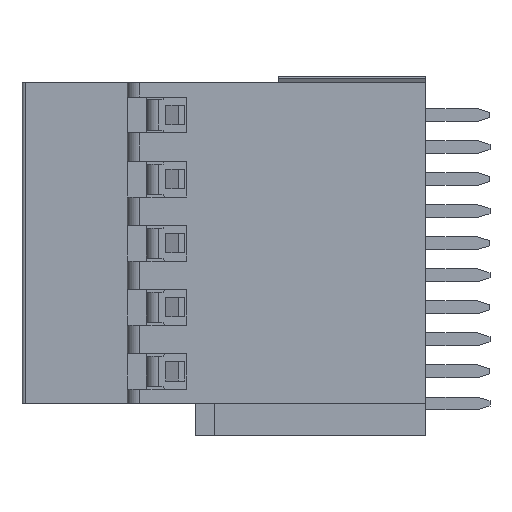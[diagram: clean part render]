
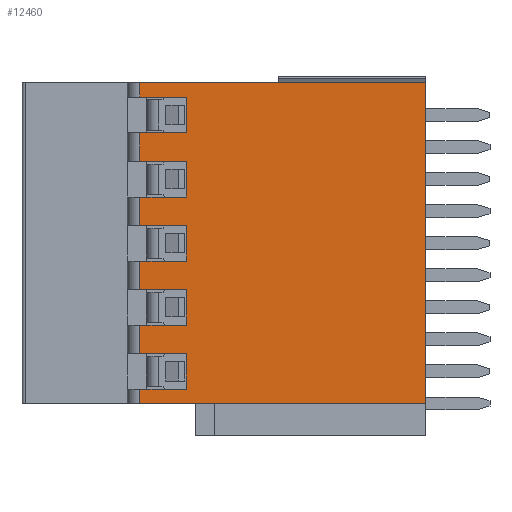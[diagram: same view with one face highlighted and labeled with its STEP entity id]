
A CAD part, left-side view. The second image highlights one B-rep face of the part: STEP entity #12460.
In plain terms, the highlighted planar face has unit normal (-1, 0, 0).
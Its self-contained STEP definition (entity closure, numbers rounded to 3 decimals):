
#1608=CARTESIAN_POINT('',(-22.3,18.7,-3.6));
#1609=VERTEX_POINT('',#1608);
#1610=CARTESIAN_POINT('',(-22.3,18.7,-6.4));
#1611=VERTEX_POINT('',#1610);
#1612=CARTESIAN_POINT('',(-22.3,18.7,-3.6));
#1613=DIRECTION('',(0.,0.,-1.));
#1614=VECTOR('',#1613,2.8);
#1615=LINE('',#1612,#1614);
#1616=EDGE_CURVE('',#1609,#1611,#1615,.T.);
#6677=CARTESIAN_POINT('',(-22.3,22.3,-3.6));
#6678=VERTEX_POINT('',#6677);
#6679=CARTESIAN_POINT('',(-22.3,22.3,-3.6));
#6680=DIRECTION('',(0.,-1.,0.));
#6681=VECTOR('',#6680,3.6);
#6682=LINE('',#6679,#6681);
#6683=EDGE_CURVE('',#6678,#1609,#6682,.T.);
#6717=CARTESIAN_POINT('',(-22.3,22.3,-1.4));
#6718=VERTEX_POINT('',#6717);
#6719=CARTESIAN_POINT('',(-22.3,22.3,-1.4));
#6720=DIRECTION('',(0.,0.,-1.));
#6721=VECTOR('',#6720,2.2);
#6722=LINE('',#6719,#6721);
#6723=EDGE_CURVE('',#6718,#6678,#6722,.T.);
#8910=CARTESIAN_POINT('',(-22.3,18.7,-1.4));
#8911=VERTEX_POINT('',#8910);
#8912=CARTESIAN_POINT('',(-22.3,22.3,-1.4));
#8913=DIRECTION('',(0.,-1.,0.));
#8914=VECTOR('',#8913,3.6);
#8915=LINE('',#8912,#8914);
#8916=EDGE_CURVE('',#6718,#8911,#8915,.T.);
#9664=CARTESIAN_POINT('',(-22.3,0.,-12.5));
#9665=VERTEX_POINT('',#9664);
#9672=CARTESIAN_POINT('',(-22.3,22.3,-12.5));
#9673=VERTEX_POINT('',#9672);
#9674=CARTESIAN_POINT('',(-22.3,22.3,-12.5));
#9675=DIRECTION('',(0.,-1.,0.));
#9676=VECTOR('',#9675,22.3);
#9677=LINE('',#9674,#9676);
#9678=EDGE_CURVE('',#9673,#9665,#9677,.T.);
#9854=CARTESIAN_POINT('',(-22.3,22.3,12.5));
#9855=VERTEX_POINT('',#9854);
#9863=CARTESIAN_POINT('',(-22.3,0.,12.5));
#9864=VERTEX_POINT('',#9863);
#9865=CARTESIAN_POINT('',(-22.3,22.3,12.5));
#9866=DIRECTION('',(0.,-1.,0.));
#9867=VECTOR('',#9866,22.3);
#9868=LINE('',#9865,#9867);
#9869=EDGE_CURVE('',#9855,#9864,#9868,.T.);
#11545=CARTESIAN_POINT('',(-22.3,0.,-12.5));
#11546=DIRECTION('',(0.,0.,1.));
#11547=VECTOR('',#11546,25.);
#11548=LINE('',#11545,#11547);
#11549=EDGE_CURVE('',#9665,#9864,#11548,.T.);
#11969=CARTESIAN_POINT('',(-22.3,22.3,-11.4));
#11970=VERTEX_POINT('',#11969);
#11971=CARTESIAN_POINT('',(-22.3,22.3,-11.4));
#11972=DIRECTION('',(0.,0.,-1.));
#11973=VECTOR('',#11972,1.1);
#11974=LINE('',#11971,#11973);
#11975=EDGE_CURVE('',#11970,#9673,#11974,.T.);
#12308=CARTESIAN_POINT('',(-22.3,22.3,11.4));
#12309=VERTEX_POINT('',#12308);
#12310=CARTESIAN_POINT('',(-22.3,22.3,12.5));
#12311=DIRECTION('',(0.,0.,-1.));
#12312=VECTOR('',#12311,1.1);
#12313=LINE('',#12310,#12312);
#12314=EDGE_CURVE('',#9855,#12309,#12313,.T.);
#12328=CARTESIAN_POINT('',(-22.3,11.15,0.));
#12329=DIRECTION('',(0.,-1.,0.));
#12330=DIRECTION('',(-1.,0.,0.));
#12331=AXIS2_PLACEMENT_3D('',#12328,#12330,#12329);
#12332=PLANE('',#12331);
#12333=CARTESIAN_POINT('',(-22.3,22.3,6.4));
#12334=VERTEX_POINT('',#12333);
#12335=CARTESIAN_POINT('',(-22.3,18.7,6.4));
#12336=VERTEX_POINT('',#12335);
#12337=CARTESIAN_POINT('',(-22.3,22.3,6.4));
#12338=DIRECTION('',(0.,-1.,0.));
#12339=VECTOR('',#12338,3.6);
#12340=LINE('',#12337,#12339);
#12341=EDGE_CURVE('',#12334,#12336,#12340,.T.);
#12342=ORIENTED_EDGE('',*,*,#12341,.T.);
#12343=CARTESIAN_POINT('',(-22.3,18.7,3.6));
#12344=VERTEX_POINT('',#12343);
#12345=CARTESIAN_POINT('',(-22.3,18.7,6.4));
#12346=DIRECTION('',(0.,0.,-1.));
#12347=VECTOR('',#12346,2.8);
#12348=LINE('',#12345,#12347);
#12349=EDGE_CURVE('',#12336,#12344,#12348,.T.);
#12350=ORIENTED_EDGE('',*,*,#12349,.T.);
#12351=CARTESIAN_POINT('',(-22.3,22.3,3.6));
#12352=VERTEX_POINT('',#12351);
#12353=CARTESIAN_POINT('',(-22.3,22.3,3.6));
#12354=DIRECTION('',(0.,-1.,0.));
#12355=VECTOR('',#12354,3.6);
#12356=LINE('',#12353,#12355);
#12357=EDGE_CURVE('',#12352,#12344,#12356,.T.);
#12358=ORIENTED_EDGE('',*,*,#12357,.F.);
#12359=CARTESIAN_POINT('',(-22.3,22.3,1.4));
#12360=VERTEX_POINT('',#12359);
#12361=CARTESIAN_POINT('',(-22.3,22.3,3.6));
#12362=DIRECTION('',(0.,0.,-1.));
#12363=VECTOR('',#12362,2.2);
#12364=LINE('',#12361,#12363);
#12365=EDGE_CURVE('',#12352,#12360,#12364,.T.);
#12366=ORIENTED_EDGE('',*,*,#12365,.T.);
#12367=CARTESIAN_POINT('',(-22.3,18.7,1.4));
#12368=VERTEX_POINT('',#12367);
#12369=CARTESIAN_POINT('',(-22.3,22.3,1.4));
#12370=DIRECTION('',(0.,-1.,0.));
#12371=VECTOR('',#12370,3.6);
#12372=LINE('',#12369,#12371);
#12373=EDGE_CURVE('',#12360,#12368,#12372,.T.);
#12374=ORIENTED_EDGE('',*,*,#12373,.T.);
#12375=CARTESIAN_POINT('',(-22.3,18.7,1.4));
#12376=DIRECTION('',(0.,0.,-1.));
#12377=VECTOR('',#12376,2.8);
#12378=LINE('',#12375,#12377);
#12379=EDGE_CURVE('',#12368,#8911,#12378,.T.);
#12380=ORIENTED_EDGE('',*,*,#12379,.T.);
#12381=ORIENTED_EDGE('',*,*,#8916,.F.);
#12382=ORIENTED_EDGE('',*,*,#6723,.T.);
#12383=ORIENTED_EDGE('',*,*,#6683,.T.);
#12384=ORIENTED_EDGE('',*,*,#1616,.T.);
#12385=CARTESIAN_POINT('',(-22.3,22.3,-6.4));
#12386=VERTEX_POINT('',#12385);
#12387=CARTESIAN_POINT('',(-22.3,22.3,-6.4));
#12388=DIRECTION('',(0.,-1.,0.));
#12389=VECTOR('',#12388,3.6);
#12390=LINE('',#12387,#12389);
#12391=EDGE_CURVE('',#12386,#1611,#12390,.T.);
#12392=ORIENTED_EDGE('',*,*,#12391,.F.);
#12393=CARTESIAN_POINT('',(-22.3,22.3,-8.6));
#12394=VERTEX_POINT('',#12393);
#12395=CARTESIAN_POINT('',(-22.3,22.3,-6.4));
#12396=DIRECTION('',(0.,0.,-1.));
#12397=VECTOR('',#12396,2.2);
#12398=LINE('',#12395,#12397);
#12399=EDGE_CURVE('',#12386,#12394,#12398,.T.);
#12400=ORIENTED_EDGE('',*,*,#12399,.T.);
#12401=CARTESIAN_POINT('',(-22.3,18.7,-8.6));
#12402=VERTEX_POINT('',#12401);
#12403=CARTESIAN_POINT('',(-22.3,22.3,-8.6));
#12404=DIRECTION('',(0.,-1.,0.));
#12405=VECTOR('',#12404,3.6);
#12406=LINE('',#12403,#12405);
#12407=EDGE_CURVE('',#12394,#12402,#12406,.T.);
#12408=ORIENTED_EDGE('',*,*,#12407,.T.);
#12409=CARTESIAN_POINT('',(-22.3,18.7,-11.4));
#12410=VERTEX_POINT('',#12409);
#12411=CARTESIAN_POINT('',(-22.3,18.7,-8.6));
#12412=DIRECTION('',(0.,0.,-1.));
#12413=VECTOR('',#12412,2.8);
#12414=LINE('',#12411,#12413);
#12415=EDGE_CURVE('',#12402,#12410,#12414,.T.);
#12416=ORIENTED_EDGE('',*,*,#12415,.T.);
#12417=CARTESIAN_POINT('',(-22.3,22.3,-11.4));
#12418=DIRECTION('',(0.,-1.,0.));
#12419=VECTOR('',#12418,3.6);
#12420=LINE('',#12417,#12419);
#12421=EDGE_CURVE('',#11970,#12410,#12420,.T.);
#12422=ORIENTED_EDGE('',*,*,#12421,.F.);
#12423=ORIENTED_EDGE('',*,*,#11975,.T.);
#12424=ORIENTED_EDGE('',*,*,#9678,.T.);
#12425=ORIENTED_EDGE('',*,*,#11549,.T.);
#12426=ORIENTED_EDGE('',*,*,#9869,.F.);
#12427=ORIENTED_EDGE('',*,*,#12314,.T.);
#12428=CARTESIAN_POINT('',(-22.3,18.7,11.4));
#12429=VERTEX_POINT('',#12428);
#12430=CARTESIAN_POINT('',(-22.3,22.3,11.4));
#12431=DIRECTION('',(0.,-1.,0.));
#12432=VECTOR('',#12431,3.6);
#12433=LINE('',#12430,#12432);
#12434=EDGE_CURVE('',#12309,#12429,#12433,.T.);
#12435=ORIENTED_EDGE('',*,*,#12434,.T.);
#12436=CARTESIAN_POINT('',(-22.3,18.7,8.6));
#12437=VERTEX_POINT('',#12436);
#12438=CARTESIAN_POINT('',(-22.3,18.7,8.6));
#12439=DIRECTION('',(0.,0.,1.));
#12440=VECTOR('',#12439,2.8);
#12441=LINE('',#12438,#12440);
#12442=EDGE_CURVE('',#12437,#12429,#12441,.T.);
#12443=ORIENTED_EDGE('',*,*,#12442,.F.);
#12444=CARTESIAN_POINT('',(-22.3,22.3,8.6));
#12445=VERTEX_POINT('',#12444);
#12446=CARTESIAN_POINT('',(-22.3,22.3,8.6));
#12447=DIRECTION('',(0.,-1.,0.));
#12448=VECTOR('',#12447,3.6);
#12449=LINE('',#12446,#12448);
#12450=EDGE_CURVE('',#12445,#12437,#12449,.T.);
#12451=ORIENTED_EDGE('',*,*,#12450,.F.);
#12452=CARTESIAN_POINT('',(-22.3,22.3,8.6));
#12453=DIRECTION('',(0.,0.,-1.));
#12454=VECTOR('',#12453,2.2);
#12455=LINE('',#12452,#12454);
#12456=EDGE_CURVE('',#12445,#12334,#12455,.T.);
#12457=ORIENTED_EDGE('',*,*,#12456,.T.);
#12458=EDGE_LOOP('',(#12342,#12350,#12358,#12366,#12374,#12380,#12381,#12382,#12383,#12384,#12392,#12400,#12408,#12416,#12422,#12423,#12424,#12425,#12426,#12427,#12435,#12443,#12451,#12457));
#12459=FACE_OUTER_BOUND('',#12458,.T.);
#12460=ADVANCED_FACE('',(#12459),#12332,.T.);
